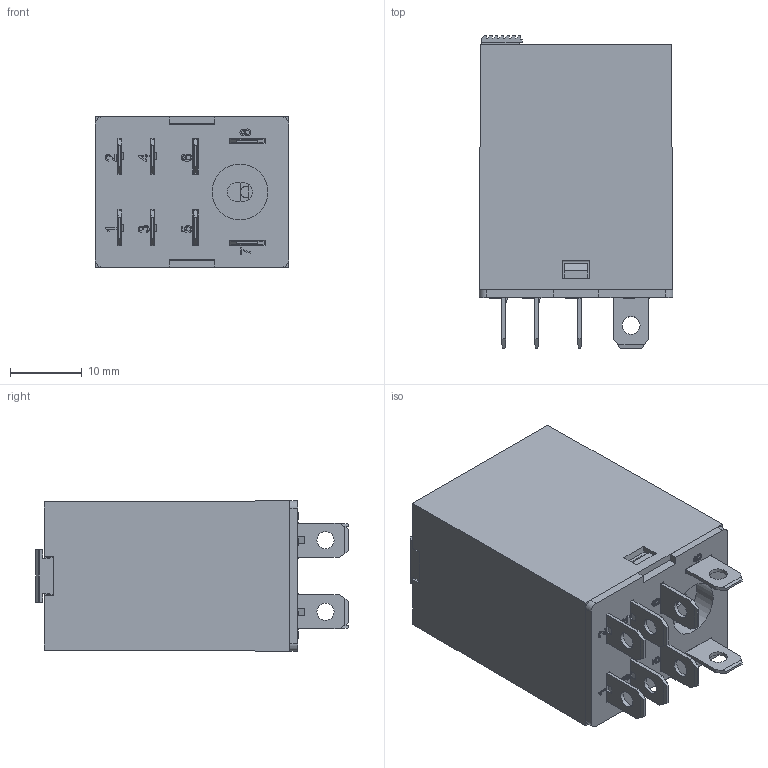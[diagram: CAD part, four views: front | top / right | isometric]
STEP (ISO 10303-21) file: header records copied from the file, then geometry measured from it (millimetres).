
FILE_DESCRIPTION(('STEP AP203'), '1');
FILE_NAME('RP5.32', '', ('UNSPECIFIED'), ('UNSPECIFIED'), 'C3D Converter', 'C3D Toolkit', '');
FILE_SCHEMA(('CONFIG_CONTROL_DESIGN'));
Length unit declared in the file: millimetre
Products named in the file (9): RP5.32; RP5.32_SL8; RP5.32_SL7; RP5.32_SL6; RP5.32_SL5; RP5.32_SL4; RP5.32_SL3; RP5.32_SL2; RP5.32_SL1
Assembly tree (14 placements, depth 3):
  RP5.32
    RP5.32_SL8
      RP5.32_SL7
      RP5.32_SL6  x4
      RP5.32_SL5  x4
    RP5.32_SL4
      RP5.32_SL3
      RP5.32_SL2
      RP5.32_SL1
Bounding box: 27 x 43.7 x 21 mm (x, y, z)
Volume: 6430.8 mm3; surface area: 12454.5 mm2
Topology: 12 solids, 12 shells, 1001 faces, 2699 edges, 1783 vertices
Faces by surface type: plane 748, cylinder 145, bspline 68, torus 22, cone 18
Full cylindrical faces by diameter (mm): 1.45 x7, 1.6 x14, 1.75 x2, 2.4 x4, 2.5 x8, 7.8 x1
Entity records: 33738 total; most frequent: CARTESIAN_POINT 10253, ORIENTED_EDGE 3744, DIRECTION 3143, EDGE_CURVE 1872, LINE 1403, VECTOR 1403, VERTEX_POINT 1264, AXIS2_PLACEMENT_3D 870
